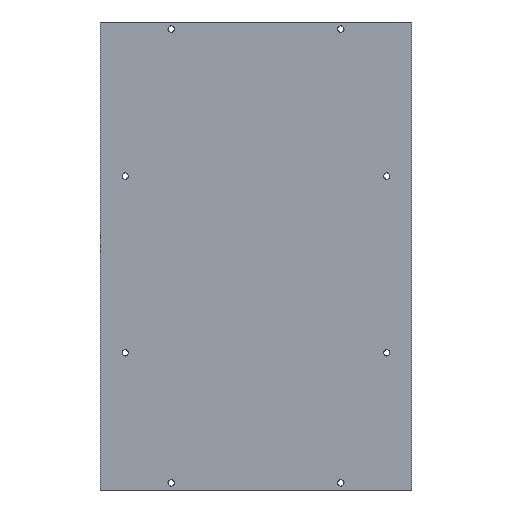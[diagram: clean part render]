
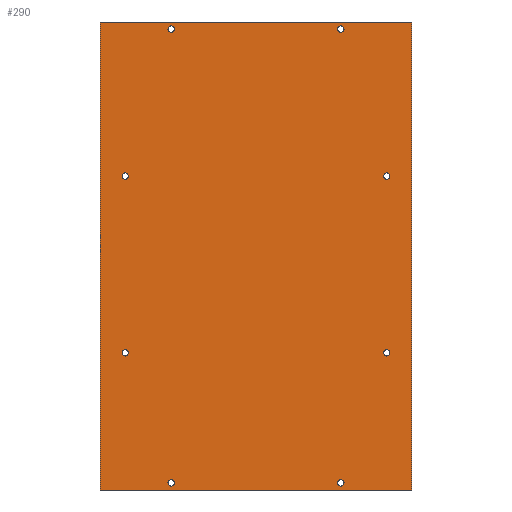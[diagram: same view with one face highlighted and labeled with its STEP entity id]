
A CAD part, front view. The second image highlights one B-rep face of the part: STEP entity #290.
In plain terms, the highlighted planar face has unit normal (0, -1, 0).
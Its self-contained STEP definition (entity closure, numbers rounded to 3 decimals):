
#23=FACE_BOUND('',#73,.T.);
#24=FACE_BOUND('',#74,.T.);
#25=FACE_BOUND('',#75,.T.);
#26=FACE_BOUND('',#76,.T.);
#27=FACE_BOUND('',#77,.T.);
#28=FACE_BOUND('',#78,.T.);
#29=FACE_BOUND('',#79,.T.);
#30=FACE_BOUND('',#80,.T.);
#36=PLANE('',#343);
#50=FACE_OUTER_BOUND('',#72,.T.);
#72=EDGE_LOOP('',(#257,#258,#259,#260));
#73=EDGE_LOOP('',(#261));
#74=EDGE_LOOP('',(#262));
#75=EDGE_LOOP('',(#263));
#76=EDGE_LOOP('',(#264));
#77=EDGE_LOOP('',(#265));
#78=EDGE_LOOP('',(#266));
#79=EDGE_LOOP('',(#267));
#80=EDGE_LOOP('',(#268));
#89=LINE('',#478,#109);
#93=LINE('',#486,#113);
#96=LINE('',#492,#116);
#99=LINE('',#497,#119);
#109=VECTOR('',#404,10.);
#113=VECTOR('',#410,10.);
#116=VECTOR('',#415,10.);
#119=VECTOR('',#420,10.);
#122=CIRCLE('',#316,2.25);
#124=CIRCLE('',#319,2.25);
#126=CIRCLE('',#322,2.25);
#128=CIRCLE('',#325,2.25);
#130=CIRCLE('',#328,2.25);
#132=CIRCLE('',#331,2.25);
#134=CIRCLE('',#334,2.25);
#136=CIRCLE('',#337,2.25);
#138=VERTEX_POINT('',#430);
#140=VERTEX_POINT('',#436);
#142=VERTEX_POINT('',#442);
#144=VERTEX_POINT('',#448);
#146=VERTEX_POINT('',#454);
#148=VERTEX_POINT('',#460);
#150=VERTEX_POINT('',#466);
#152=VERTEX_POINT('',#472);
#153=VERTEX_POINT('',#476);
#154=VERTEX_POINT('',#477);
#157=VERTEX_POINT('',#485);
#159=VERTEX_POINT('',#491);
#163=EDGE_CURVE('',#138,#138,#122,.T.);
#166=EDGE_CURVE('',#140,#140,#124,.T.);
#169=EDGE_CURVE('',#142,#142,#126,.T.);
#172=EDGE_CURVE('',#144,#144,#128,.T.);
#175=EDGE_CURVE('',#146,#146,#130,.T.);
#178=EDGE_CURVE('',#148,#148,#132,.T.);
#181=EDGE_CURVE('',#150,#150,#134,.T.);
#184=EDGE_CURVE('',#152,#152,#136,.T.);
#185=EDGE_CURVE('',#153,#154,#89,.T.);
#189=EDGE_CURVE('',#157,#153,#93,.T.);
#192=EDGE_CURVE('',#159,#157,#96,.T.);
#195=EDGE_CURVE('',#154,#159,#99,.T.);
#257=ORIENTED_EDGE('',*,*,#195,.F.);
#258=ORIENTED_EDGE('',*,*,#185,.F.);
#259=ORIENTED_EDGE('',*,*,#189,.F.);
#260=ORIENTED_EDGE('',*,*,#192,.F.);
#261=ORIENTED_EDGE('',*,*,#163,.T.);
#262=ORIENTED_EDGE('',*,*,#166,.T.);
#263=ORIENTED_EDGE('',*,*,#169,.T.);
#264=ORIENTED_EDGE('',*,*,#172,.T.);
#265=ORIENTED_EDGE('',*,*,#175,.T.);
#266=ORIENTED_EDGE('',*,*,#178,.T.);
#267=ORIENTED_EDGE('',*,*,#181,.T.);
#268=ORIENTED_EDGE('',*,*,#184,.T.);
#290=ADVANCED_FACE('',(#50,#23,#24,#25,#26,#27,#28,#29,#30),#36,.F.);
#316=AXIS2_PLACEMENT_3D('',#432,#351,#352);
#319=AXIS2_PLACEMENT_3D('',#438,#358,#359);
#322=AXIS2_PLACEMENT_3D('',#444,#365,#366);
#325=AXIS2_PLACEMENT_3D('',#450,#372,#373);
#328=AXIS2_PLACEMENT_3D('',#456,#379,#380);
#331=AXIS2_PLACEMENT_3D('',#462,#386,#387);
#334=AXIS2_PLACEMENT_3D('',#468,#393,#394);
#337=AXIS2_PLACEMENT_3D('',#474,#400,#401);
#343=AXIS2_PLACEMENT_3D('',#500,#424,#425);
#351=DIRECTION('center_axis',(0.,1.,0.));
#352=DIRECTION('ref_axis',(1.,0.,0.));
#358=DIRECTION('center_axis',(0.,1.,0.));
#359=DIRECTION('ref_axis',(1.,0.,0.));
#365=DIRECTION('center_axis',(0.,1.,0.));
#366=DIRECTION('ref_axis',(1.,0.,0.));
#372=DIRECTION('center_axis',(0.,1.,0.));
#373=DIRECTION('ref_axis',(1.,0.,0.));
#379=DIRECTION('center_axis',(0.,1.,0.));
#380=DIRECTION('ref_axis',(1.,0.,0.));
#386=DIRECTION('center_axis',(0.,1.,0.));
#387=DIRECTION('ref_axis',(1.,0.,0.));
#393=DIRECTION('center_axis',(0.,1.,0.));
#394=DIRECTION('ref_axis',(1.,0.,0.));
#400=DIRECTION('center_axis',(0.,1.,0.));
#401=DIRECTION('ref_axis',(1.,0.,0.));
#404=DIRECTION('',(0.,0.,1.));
#410=DIRECTION('',(-1.,0.,0.));
#415=DIRECTION('',(0.,0.,-1.));
#420=DIRECTION('',(1.,0.,0.));
#424=DIRECTION('center_axis',(0.,1.,0.));
#425=DIRECTION('ref_axis',(0.,0.,1.));
#430=CARTESIAN_POINT('',(-94.75,0.,-68.5));
#432=CARTESIAN_POINT('Origin',(-92.5,0.,-68.5));
#436=CARTESIAN_POINT('',(-94.75,0.,56.5));
#438=CARTESIAN_POINT('Origin',(-92.5,0.,56.5));
#442=CARTESIAN_POINT('',(57.75,0.,160.5));
#444=CARTESIAN_POINT('Origin',(60.,0.,160.5));
#448=CARTESIAN_POINT('',(-62.25,0.,-160.5));
#450=CARTESIAN_POINT('Origin',(-60.,0.,-160.5));
#454=CARTESIAN_POINT('',(90.25,0.,-68.5));
#456=CARTESIAN_POINT('Origin',(92.5,0.,-68.5));
#460=CARTESIAN_POINT('',(90.25,0.,56.5));
#462=CARTESIAN_POINT('Origin',(92.5,0.,56.5));
#466=CARTESIAN_POINT('',(57.75,0.,-160.5));
#468=CARTESIAN_POINT('Origin',(60.,0.,-160.5));
#472=CARTESIAN_POINT('',(-62.25,0.,160.5));
#474=CARTESIAN_POINT('Origin',(-60.,0.,160.5));
#476=CARTESIAN_POINT('',(-110.,0.,-165.5));
#477=CARTESIAN_POINT('',(-110.,0.,165.5));
#478=CARTESIAN_POINT('',(-110.,0.,-165.5));
#485=CARTESIAN_POINT('',(110.,0.,-165.5));
#486=CARTESIAN_POINT('',(110.,0.,-165.5));
#491=CARTESIAN_POINT('',(110.,0.,165.5));
#492=CARTESIAN_POINT('',(110.,0.,165.5));
#497=CARTESIAN_POINT('',(-110.,0.,165.5));
#500=CARTESIAN_POINT('Origin',(0.,0.,0.));
